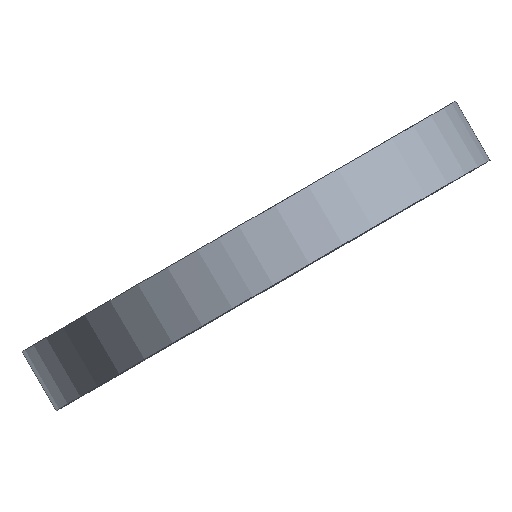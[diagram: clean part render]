
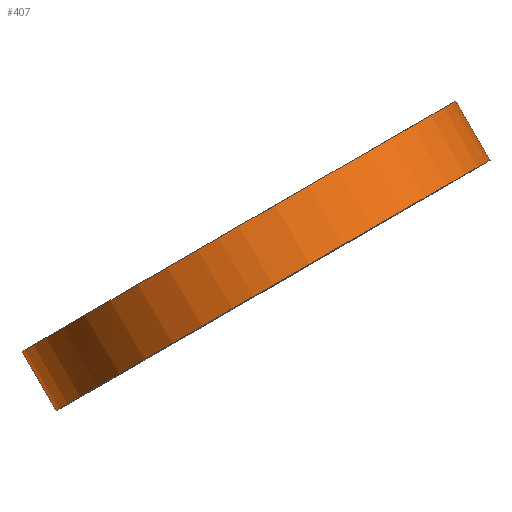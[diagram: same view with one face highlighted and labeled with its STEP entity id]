
A CAD part, top view. The second image highlights one B-rep face of the part: STEP entity #407.
In plain terms, the highlighted free-form (B-spline) face has degree [2, 1] with [9, 2] control points.
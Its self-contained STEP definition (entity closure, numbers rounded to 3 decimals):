
#30 = CARTESIAN_POINT ( 'NONE',  ( 2567.405, 2244.466, 2.521 ) ) ;
#71 = ORIENTED_EDGE ( 'NONE', *, *, #314, .T. ) ;
#80 = CARTESIAN_POINT ( 'NONE',  ( 2479.792, 2176.216, -52.479 ) ) ;
#93 = EDGE_CURVE ( 'NONE', #406, #393, #1700, .T. ) ;
#105 = ORIENTED_EDGE ( 'NONE', *, *, #800, .F. ) ;
#111 = CARTESIAN_POINT ( 'NONE',  ( 2567.555, 2244.206, -52.479 ) ) ;
#157 = VERTEX_POINT ( 'NONE', #187 ) ;
#160 = CARTESIAN_POINT ( 'NONE',  ( 2567.555, 2244.206, -52.479 ) ) ;
#168 = CARTESIAN_POINT ( 'NONE',  ( 2472.292, 2189.206, -49.238 ) ) ;
#187 = CARTESIAN_POINT ( 'NONE',  ( 2479.792, 2176.216, -52.479 ) ) ;
#201 = CARTESIAN_POINT ( 'NONE',  ( 2481.837, 2194.717, -19.238 ) ) ;
#210 = CARTESIAN_POINT ( 'NONE',  ( 2527.424, 2203.716, 2.521 ) ) ;
#221 = CARTESIAN_POINT ( 'NONE',  ( 2472.292, 2189.206, -52.479 ) ) ;
#314 = EDGE_CURVE ( 'NONE', #1504, #1370, #2036, .T. ) ;
#329 = CARTESIAN_POINT ( 'NONE',  ( 2522.73, 2218.327, 2.521 ) ) ;
#330 = EDGE_CURVE ( 'NONE', #613, #1370, #1179, .T. ) ;
#336 = CARTESIAN_POINT ( 'NONE',  ( 2565.371, 2242.945, -35.619 ) ) ;
#341 = CARTESIAN_POINT ( 'NONE',  ( 2508.308, 2210., 0.972 ) ) ;
#344 = ORIENTED_EDGE ( 'NONE', *, *, #330, .F. ) ;
#365 = CARTESIAN_POINT ( 'NONE',  ( 2472.142, 2189.466, -52.479 ) ) ;
#393 = VERTEX_POINT ( 'NONE', #1401 ) ;
#406 = VERTEX_POINT ( 'NONE', #2111 ) ;
#407 = ADVANCED_FACE ( 'NONE', ( #593 ), #1172, .T. ) ;
#492 = CARTESIAN_POINT ( 'NONE',  ( 2555.929, 2237.494, -16.273 ) ) ;
#499 = CARTESIAN_POINT ( 'NONE',  ( 2525.642, 2220.008, 2.233 ) ) ;
#518 = CARTESIAN_POINT ( 'NONE',  ( 2527.574, 2203.456, 2.521 ) ) ;
#546 = CARTESIAN_POINT ( 'NONE',  ( 2519.774, 2216.966, -107.479 ) ) ;
#593 = FACE_OUTER_BOUND ( 'NONE', #1773, .T. ) ;
#613 = VERTEX_POINT ( 'NONE', #111 ) ;
#645 = ORIENTED_EDGE ( 'NONE', *, *, #1545, .T. ) ;
#662 = CARTESIAN_POINT ( 'NONE',  ( 2575.055, 2231.216, 2.521 ) ) ;
#677 = CARTESIAN_POINT ( 'NONE',  ( 2543.265, 2230.182, -4.389 ) ) ;
#688 = CARTESIAN_POINT ( 'NONE',  ( 2483.918, 2195.918, -16.273 ) ) ;
#693 = CARTESIAN_POINT ( 'NONE',  ( 2472.142, 2189.466, -52.479 ) ) ;
#694 = CARTESIAN_POINT ( 'NONE',  ( 2472.292, 2189.206, -52.479 ) ) ;
#703 = CARTESIAN_POINT ( 'NONE',  ( 2519.774, 2216.966, 2.521 ) ) ;
#704 = CARTESIAN_POINT ( 'NONE',  ( 2474.476, 2190.467, -35.619 ) ) ;
#716 = CARTESIAN_POINT ( 'NONE',  ( 2527.574, 2203.456, -107.479 ) ) ;
#721 = CARTESIAN_POINT ( 'NONE',  ( 2479.792, 2176.216, -52.479 ) ) ;
#800 = EDGE_CURVE ( 'NONE', #393, #613, #1173, .T. ) ;
#863 = CARTESIAN_POINT ( 'NONE',  ( 2496.582, 2203.23, -4.389 ) ) ;
#868 = CARTESIAN_POINT ( 'NONE',  ( 2558.011, 2238.696, -19.238 ) ) ;
#881 = CARTESIAN_POINT ( 'NONE',  ( 2479.942, 2175.956, 2.521 ) ) ;
#906 = CARTESIAN_POINT ( 'NONE',  ( 2479.942, 2175.956, -52.479 ) ) ;
#1023 = CARTESIAN_POINT ( 'NONE',  ( 2563.05, 2241.605, -28.849 ) ) ;
#1036 = CARTESIAN_POINT ( 'NONE',  ( 2575.055, 2231.216, -52.479 ) ) ;
#1042 = CARTESIAN_POINT ( 'NONE',  ( 2540.388, 2228.521, -2.681 ) ) ;
#1052 = CARTESIAN_POINT ( 'NONE',  ( 2567.405, 2244.466, -107.479 ) ) ;
#1058 = CARTESIAN_POINT ( 'NONE',  ( 2531.54, 2223.413, 0.972 ) ) ;
#1172 =( BOUNDED_SURFACE ( )  B_SPLINE_SURFACE ( 2, 1, ( 
 ( #365, #906 ),
 ( #1946, #1937 ),
 ( #546, #716 ),
 ( #1052, #1575 ),
 ( #1753, #1444 ),
 ( #30, #2116 ),
 ( #703, #518 ),
 ( #1745, #881 ),
 ( #693, #1927 ) ),
 .UNSPECIFIED., .T., .F., .T. ) 
 B_SPLINE_SURFACE_WITH_KNOTS ( ( 3, 2, 2, 2, 3 ),
 ( 2, 2 ),
 ( 0., 90., 180., 270., 360. ),
 ( -7.8, 7.8 ),
 .UNSPECIFIED. ) 
 GEOMETRIC_REPRESENTATION_ITEM ( )  RATIONAL_B_SPLINE_SURFACE ( (
 ( 1., 1.),
 ( 0.707, 0.707),
 ( 1., 1.),
 ( 0.707, 0.707),
 ( 1., 1.),
 ( 0.707, 0.707),
 ( 1., 1.),
 ( 0.707, 0.707),
 ( 1., 1.) ) ) 
 REPRESENTATION_ITEM ( '' )  SURFACE ( )  );
#1173 = B_SPLINE_CURVE_WITH_KNOTS ( 'NONE', 3,
 ( #1729, #329, #499, #1058, #1740, #1042, #677, #2068, #1548, #492, #868, #1933, #1023, #336, #2246, #2233, #2083, #160 ),
 .UNSPECIFIED., .F., .F.,
 ( 4, 2, 2, 2, 2, 2, 2, 2, 4 ),
 ( 90., 101.25, 112.5, 123.75, 135., 146.25, 157.5, 168.75, 180. ),
 .UNSPECIFIED. ) ;
#1179 = B_SPLINE_CURVE_WITH_KNOTS ( 'NONE', 1,
 ( #2251, #1036 ),
 .UNSPECIFIED., .F., .F.,
 ( 2, 2 ),
 ( -7.5, 7.5 ),
 .UNSPECIFIED. ) ;
#1216 = CARTESIAN_POINT ( 'NONE',  ( 2491.136, 2200.086, -8.5 ) ) ;
#1227 = B_SPLINE_CURVE_WITH_KNOTS ( 'NONE', 1,
 ( #221, #721 ),
 .UNSPECIFIED., .F., .F.,
 ( 2, 2 ),
 ( -7.5, 7.5 ),
 .UNSPECIFIED. ) ;
#1229 = CARTESIAN_POINT ( 'NONE',  ( 2473.633, 2189.98, -39.066 ) ) ;
#1256 = CARTESIAN_POINT ( 'NONE',  ( 2472.542, 2189.35, -45.876 ) ) ;
#1288 = CARTESIAN_POINT ( 'NONE',  ( 2575.055, 2231.216, -52.479 ) ) ;
#1370 = VERTEX_POINT ( 'NONE', #1288 ) ;
#1401 = CARTESIAN_POINT ( 'NONE',  ( 2519.924, 2216.706, 2.521 ) ) ;
#1403 = CARTESIAN_POINT ( 'NONE',  ( 2505.322, 2208.276, -0.001 ) ) ;
#1430 =( BOUNDED_CURVE ( )  B_SPLINE_CURVE ( 2, ( #80, #1854, #210 ),
 .UNSPECIFIED., .F., .T. ) 
 B_SPLINE_CURVE_WITH_KNOTS ( ( 3, 3 ),
 ( 0., 90. ),
 .UNSPECIFIED. ) 
 CURVE ( )  GEOMETRIC_REPRESENTATION_ITEM ( )  RATIONAL_B_SPLINE_CURVE ( ( 1., 0.707, 1. ) ) 
 REPRESENTATION_ITEM ( '' )  );
#1444 = CARTESIAN_POINT ( 'NONE',  ( 2575.205, 2230.956, -52.479 ) ) ;
#1504 = VERTEX_POINT ( 'NONE', #1871 ) ;
#1545 = EDGE_CURVE ( 'NONE', #406, #157, #1227, .T. ) ;
#1548 = CARTESIAN_POINT ( 'NONE',  ( 2551.279, 2234.809, -10.904 ) ) ;
#1575 = CARTESIAN_POINT ( 'NONE',  ( 2575.205, 2230.956, -107.479 ) ) ;
#1611 = CARTESIAN_POINT ( 'NONE',  ( 2517.117, 2215.086, 2.521 ) ) ;
#1700 = B_SPLINE_CURVE_WITH_KNOTS ( 'NONE', 3,
 ( #694, #168, #1256, #1229, #704, #1754, #1939, #201, #688, #2096, #1216, #863, #2104, #1403, #341, #1929, #1611, #2252 ),
 .UNSPECIFIED., .F., .F.,
 ( 4, 2, 2, 2, 2, 2, 2, 2, 4 ),
 ( 0., 45., 90., 135., 180., 225., 270., 315., 360. ),
 .UNSPECIFIED. ) ;
#1720 = ORIENTED_EDGE ( 'NONE', *, *, #1727, .T. ) ;
#1727 = EDGE_CURVE ( 'NONE', #157, #1504, #1430, .T. ) ;
#1729 = CARTESIAN_POINT ( 'NONE',  ( 2519.924, 2216.706, 2.521 ) ) ;
#1740 = CARTESIAN_POINT ( 'NONE',  ( 2534.525, 2225.136, -0.001 ) ) ;
#1745 = CARTESIAN_POINT ( 'NONE',  ( 2472.142, 2189.466, 2.521 ) ) ;
#1753 = CARTESIAN_POINT ( 'NONE',  ( 2567.405, 2244.466, -52.479 ) ) ;
#1754 = CARTESIAN_POINT ( 'NONE',  ( 2476.797, 2191.807, -28.849 ) ) ;
#1773 = EDGE_LOOP ( 'NONE', ( #344, #105, #2185, #645, #1720, #71 ) ) ;
#1854 = CARTESIAN_POINT ( 'NONE',  ( 2479.792, 2176.216, 2.521 ) ) ;
#1871 = CARTESIAN_POINT ( 'NONE',  ( 2527.424, 2203.716, 2.521 ) ) ;
#1927 = CARTESIAN_POINT ( 'NONE',  ( 2479.942, 2175.956, -52.479 ) ) ;
#1929 = CARTESIAN_POINT ( 'NONE',  ( 2514.205, 2213.405, 2.233 ) ) ;
#1933 = CARTESIAN_POINT ( 'NONE',  ( 2561.571, 2240.751, -25.527 ) ) ;
#1937 = CARTESIAN_POINT ( 'NONE',  ( 2479.942, 2175.956, -107.479 ) ) ;
#1939 = CARTESIAN_POINT ( 'NONE',  ( 2478.276, 2192.661, -25.527 ) ) ;
#1946 = CARTESIAN_POINT ( 'NONE',  ( 2472.142, 2189.466, -107.479 ) ) ;
#2036 =( BOUNDED_CURVE ( )  B_SPLINE_CURVE ( 2, ( #2072, #662, #2219 ),
 .UNSPECIFIED., .F., .F. ) 
 B_SPLINE_CURVE_WITH_KNOTS ( ( 3, 3 ),
 ( 90., 180. ),
 .UNSPECIFIED. ) 
 CURVE ( )  GEOMETRIC_REPRESENTATION_ITEM ( )  RATIONAL_B_SPLINE_CURVE ( ( 1., 0.707, 1. ) ) 
 REPRESENTATION_ITEM ( '' )  );
#2068 = CARTESIAN_POINT ( 'NONE',  ( 2548.711, 2233.326, -8.5 ) ) ;
#2072 = CARTESIAN_POINT ( 'NONE',  ( 2527.424, 2203.716, 2.521 ) ) ;
#2083 = CARTESIAN_POINT ( 'NONE',  ( 2567.555, 2244.206, -49.238 ) ) ;
#2096 = CARTESIAN_POINT ( 'NONE',  ( 2488.568, 2198.603, -10.904 ) ) ;
#2104 = CARTESIAN_POINT ( 'NONE',  ( 2499.459, 2204.891, -2.681 ) ) ;
#2111 = CARTESIAN_POINT ( 'NONE',  ( 2472.292, 2189.206, -52.479 ) ) ;
#2116 = CARTESIAN_POINT ( 'NONE',  ( 2575.205, 2230.956, 2.521 ) ) ;
#2185 = ORIENTED_EDGE ( 'NONE', *, *, #93, .F. ) ;
#2219 = CARTESIAN_POINT ( 'NONE',  ( 2575.055, 2231.216, -52.479 ) ) ;
#2233 = CARTESIAN_POINT ( 'NONE',  ( 2567.306, 2244.062, -45.876 ) ) ;
#2246 = CARTESIAN_POINT ( 'NONE',  ( 2566.214, 2243.432, -39.066 ) ) ;
#2251 = CARTESIAN_POINT ( 'NONE',  ( 2567.555, 2244.206, -52.479 ) ) ;
#2252 = CARTESIAN_POINT ( 'NONE',  ( 2519.924, 2216.706, 2.521 ) ) ;
